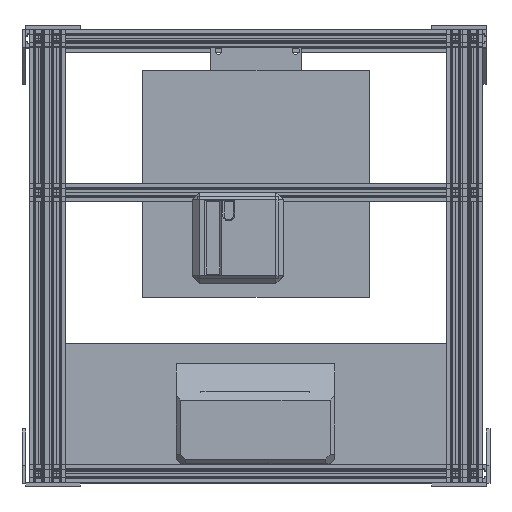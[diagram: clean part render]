
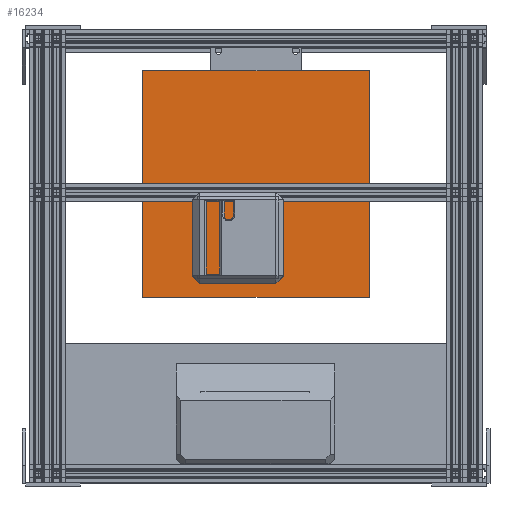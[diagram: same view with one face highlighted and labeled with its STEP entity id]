
A CAD part, top view. The second image highlights one B-rep face of the part: STEP entity #16234.
In plain terms, the highlighted planar face has unit normal (0, 0, 1).
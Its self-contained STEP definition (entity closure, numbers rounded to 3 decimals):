
#2080=FACE_OUTER_BOUND('',#3045,.T.);
#3045=EDGE_LOOP('',(#14404,#14405,#14406,#14407));
#4640=LINE('',#28295,#6293);
#4643=LINE('',#28301,#6296);
#4646=LINE('',#28307,#6299);
#4649=LINE('',#28311,#6302);
#6293=VECTOR('',#20249,10.);
#6296=VECTOR('',#20254,10.);
#6299=VECTOR('',#20259,10.);
#6302=VECTOR('',#20264,10.);
#7865=VERTEX_POINT('',#28292);
#7866=VERTEX_POINT('',#28294);
#7868=VERTEX_POINT('',#28300);
#7870=VERTEX_POINT('',#28306);
#10076=EDGE_CURVE('',#7866,#7865,#4640,.T.);
#10079=EDGE_CURVE('',#7868,#7866,#4643,.T.);
#10082=EDGE_CURVE('',#7870,#7868,#4646,.T.);
#10085=EDGE_CURVE('',#7865,#7870,#4649,.T.);
#14404=ORIENTED_EDGE('',*,*,#10085,.T.);
#14405=ORIENTED_EDGE('',*,*,#10082,.T.);
#14406=ORIENTED_EDGE('',*,*,#10079,.T.);
#14407=ORIENTED_EDGE('',*,*,#10076,.T.);
#15437=PLANE('',#17169);
#16234=ADVANCED_FACE('',(#2080),#15437,.T.);
#17169=AXIS2_PLACEMENT_3D('',#28312,#20265,#20266);
#20249=DIRECTION('',(1.,0.,0.));
#20254=DIRECTION('',(0.,-1.,0.));
#20259=DIRECTION('',(-1.,0.,0.));
#20264=DIRECTION('',(0.,1.,0.));
#20265=DIRECTION('center_axis',(0.,0.,1.));
#20266=DIRECTION('ref_axis',(1.,0.,0.));
#28292=CARTESIAN_POINT('',(125.,-300.,-274.));
#28294=CARTESIAN_POINT('',(-125.,-300.,-274.));
#28295=CARTESIAN_POINT('',(-125.,-300.,-274.));
#28300=CARTESIAN_POINT('',(-125.,-50.,-274.));
#28301=CARTESIAN_POINT('',(-125.,-50.,-274.));
#28306=CARTESIAN_POINT('',(125.,-50.,-274.));
#28307=CARTESIAN_POINT('',(125.,-50.,-274.));
#28311=CARTESIAN_POINT('',(125.,-300.,-274.));
#28312=CARTESIAN_POINT('Origin',(0.,-175.,-274.));
